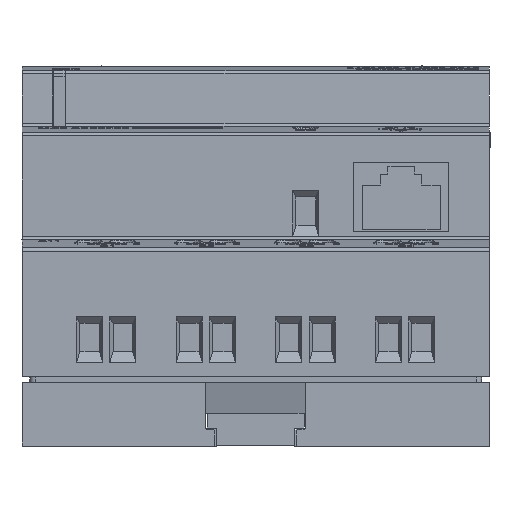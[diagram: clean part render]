
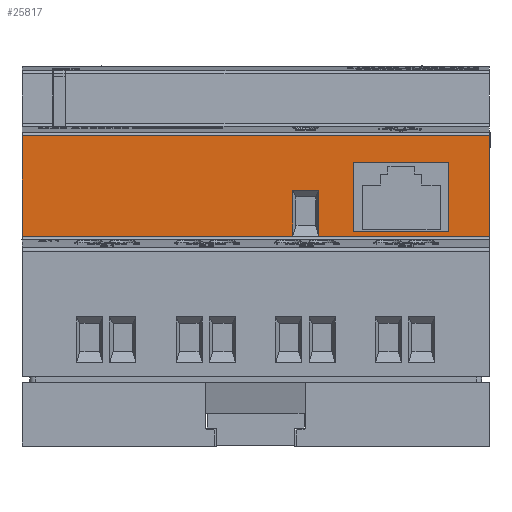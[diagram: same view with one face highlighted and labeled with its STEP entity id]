
A CAD part, front view. The second image highlights one B-rep face of the part: STEP entity #25817.
In plain terms, the highlighted face is planar.
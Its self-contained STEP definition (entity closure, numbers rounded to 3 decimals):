
#23450=FACE_BOUND('',#32105,.T.);
#23451=FACE_BOUND('',#32106,.T.);
#23452=FACE_BOUND('',#32107,.T.);
#23795=PLANE('',#72815);
#25817=ADVANCED_FACE('',(#23450,#23451,#23452),#23795,.T.);
#32105=EDGE_LOOP('',(#45751,#45752,#45753,#45754));
#32106=EDGE_LOOP('',(#45755,#45756,#45757,#45758));
#32107=EDGE_LOOP('',(#45759,#45760,#45761,#45762));
#36439=LINE('',#90923,#40641);
#36694=LINE('',#92093,#40896);
#36695=LINE('',#92095,#40897);
#36696=LINE('',#92098,#40898);
#36697=LINE('',#92100,#40899);
#36698=LINE('',#92102,#40900);
#36699=LINE('',#92103,#40901);
#36700=LINE('',#92106,#40902);
#36701=LINE('',#92108,#40903);
#36702=LINE('',#92110,#40904);
#36703=LINE('',#92111,#40905);
#36704=LINE('',#92113,#40906);
#40641=VECTOR('',#77267,1.);
#40896=VECTOR('',#77754,1.);
#40897=VECTOR('',#77757,1.);
#40898=VECTOR('',#77758,1.);
#40899=VECTOR('',#77759,1.);
#40900=VECTOR('',#77760,1.);
#40901=VECTOR('',#77761,1.);
#40902=VECTOR('',#77762,1.);
#40903=VECTOR('',#77763,1.);
#40904=VECTOR('',#77764,1.);
#40905=VECTOR('',#77765,1.);
#40906=VECTOR('',#77766,1.);
#45751=ORIENTED_EDGE('',*,*,#65069,.F.);
#45752=ORIENTED_EDGE('',*,*,#65070,.F.);
#45753=ORIENTED_EDGE('',*,*,#65071,.F.);
#45754=ORIENTED_EDGE('',*,*,#65072,.F.);
#45755=ORIENTED_EDGE('',*,*,#65073,.T.);
#45756=ORIENTED_EDGE('',*,*,#65074,.T.);
#45757=ORIENTED_EDGE('',*,*,#65075,.T.);
#45758=ORIENTED_EDGE('',*,*,#65076,.T.);
#45759=ORIENTED_EDGE('',*,*,#65077,.F.);
#45760=ORIENTED_EDGE('',*,*,#65068,.F.);
#45761=ORIENTED_EDGE('',*,*,#64693,.T.);
#45762=ORIENTED_EDGE('',*,*,#65078,.T.);
#59865=VERTEX_POINT('',#90922);
#59866=VERTEX_POINT('',#90924);
#60204=VERTEX_POINT('',#92092);
#60205=VERTEX_POINT('',#92096);
#60206=VERTEX_POINT('',#92097);
#60207=VERTEX_POINT('',#92099);
#60208=VERTEX_POINT('',#92101);
#60209=VERTEX_POINT('',#92104);
#60210=VERTEX_POINT('',#92105);
#60211=VERTEX_POINT('',#92107);
#60212=VERTEX_POINT('',#92109);
#60213=VERTEX_POINT('',#92112);
#64693=EDGE_CURVE('',#59866,#59865,#36439,.T.);
#65068=EDGE_CURVE('',#59866,#60204,#36694,.T.);
#65069=EDGE_CURVE('',#60205,#60206,#36695,.T.);
#65070=EDGE_CURVE('',#60207,#60205,#36696,.T.);
#65071=EDGE_CURVE('',#60208,#60207,#36697,.T.);
#65072=EDGE_CURVE('',#60206,#60208,#36698,.T.);
#65073=EDGE_CURVE('',#60209,#60210,#36699,.T.);
#65074=EDGE_CURVE('',#60210,#60211,#36700,.T.);
#65075=EDGE_CURVE('',#60211,#60212,#36701,.T.);
#65076=EDGE_CURVE('',#60212,#60209,#36702,.T.);
#65077=EDGE_CURVE('',#60204,#60213,#36703,.T.);
#65078=EDGE_CURVE('',#59865,#60213,#36704,.T.);
#72815=AXIS2_PLACEMENT_3D('',#92114,#77767,#77768);
#77267=DIRECTION('',(0.,-1.,0.));
#77754=DIRECTION('',(1.,0.,0.));
#77757=DIRECTION('',(0.,-1.,0.));
#77758=DIRECTION('',(-1.,0.,0.));
#77759=DIRECTION('',(0.,1.,0.));
#77760=DIRECTION('',(1.,0.,0.));
#77761=DIRECTION('',(-1.,0.,0.));
#77762=DIRECTION('',(0.,1.,0.));
#77763=DIRECTION('',(1.,0.,0.));
#77764=DIRECTION('',(0.,-1.,0.));
#77765=DIRECTION('',(0.,-1.,0.));
#77766=DIRECTION('',(1.,0.,0.));
#77767=DIRECTION('',(0.,0.,1.));
#77768=DIRECTION('',(0.,-1.,0.));
#90922=CARTESIAN_POINT('',(-35.75,27.05,34.));
#90923=CARTESIAN_POINT('',(-35.75,42.495,34.));
#90924=CARTESIAN_POINT('',(-35.75,42.495,34.));
#92092=CARTESIAN_POINT('',(35.75,42.495,34.));
#92093=CARTESIAN_POINT('',(-35.75,42.495,34.));
#92095=CARTESIAN_POINT('',(14.91,38.41,34.));
#92096=CARTESIAN_POINT('',(14.91,38.41,34.));
#92097=CARTESIAN_POINT('',(14.91,27.81,34.));
#92098=CARTESIAN_POINT('',(29.51,38.41,34.));
#92099=CARTESIAN_POINT('',(29.51,38.41,34.));
#92100=CARTESIAN_POINT('',(29.51,27.81,34.));
#92101=CARTESIAN_POINT('',(29.51,27.81,34.));
#92102=CARTESIAN_POINT('',(14.91,27.81,34.));
#92103=CARTESIAN_POINT('',(6.16,27.1,34.));
#92104=CARTESIAN_POINT('',(9.66,27.1,34.));
#92105=CARTESIAN_POINT('',(5.66,27.1,34.));
#92106=CARTESIAN_POINT('',(5.66,34.1,34.));
#92107=CARTESIAN_POINT('',(5.66,34.1,34.));
#92108=CARTESIAN_POINT('',(9.16,34.1,34.));
#92109=CARTESIAN_POINT('',(9.66,34.1,34.));
#92110=CARTESIAN_POINT('',(9.66,27.1,34.));
#92111=CARTESIAN_POINT('',(35.75,42.495,34.));
#92112=CARTESIAN_POINT('',(35.75,27.05,34.));
#92113=CARTESIAN_POINT('',(-35.75,27.05,34.));
#92114=CARTESIAN_POINT('',(-35.75,42.495,34.));
